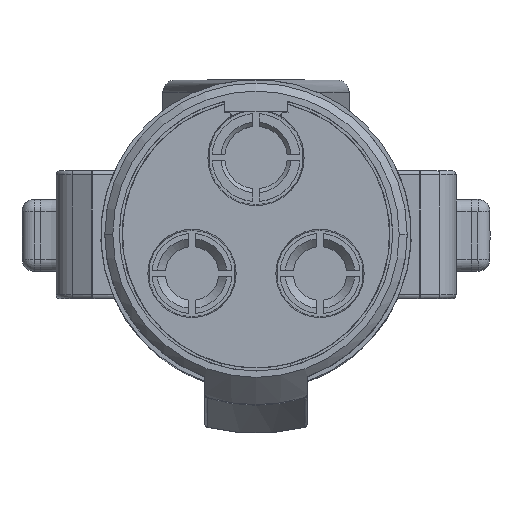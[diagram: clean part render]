
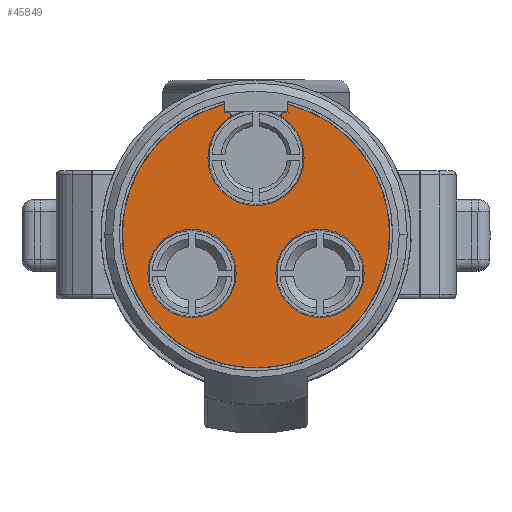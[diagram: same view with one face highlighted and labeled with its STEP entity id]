
A CAD part, top view. The second image highlights one B-rep face of the part: STEP entity #45849.
In plain terms, the highlighted planar face has unit normal (0, 0, 1).
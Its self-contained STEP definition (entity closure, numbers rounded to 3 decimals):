
#20503=CARTESIAN_POINT('',(0.,0.,0.));
#20504=DIRECTION('',(0.,0.,1.));
#20505=DIRECTION('',(-0.24,0.971,0.));
#20506=AXIS2_PLACEMENT_3D('',#20503,#20504,#20505);
#20518=CARTESIAN_POINT('',(0.,0.,0.));
#20519=DIRECTION('',(0.,0.,1.));
#20520=DIRECTION('',(0.266,-0.964,0.));
#20521=AXIS2_PLACEMENT_3D('',#20518,#20519,#20520);
#20662=CARTESIAN_POINT('',(3.269,14.648,
0.));
#20663=CARTESIAN_POINT('',(3.249,14.661,
0.));
#20664=CARTESIAN_POINT('',(3.213,14.691,
0.));
#20665=CARTESIAN_POINT('',(3.171,14.747,
0.));
#20666=CARTESIAN_POINT('',(3.142,14.812,
0.));
#20667=CARTESIAN_POINT('',(3.13,14.881,
0.));
#20668=CARTESIAN_POINT('',(3.134,14.951,
0.));
#20669=CARTESIAN_POINT('',(3.154,15.019,
0.));
#20670=CARTESIAN_POINT('',(3.189,15.08,
0.));
#20671=CARTESIAN_POINT('',(3.237,15.131,
0.));
#20672=CARTESIAN_POINT('',(3.296,15.17,
0.));
#20673=CARTESIAN_POINT('',(3.362,15.195,
0.));
#20674=CARTESIAN_POINT('',(3.408,15.2,
0.));
#20675=CARTESIAN_POINT('',(3.432,15.2,
0.));
#20677=CARTESIAN_POINT('',(0.,0.,0.));
#20678=DIRECTION('',(0.,0.,-1.));
#20679=DIRECTION('',(0.266,-0.964,0.));
#20680=AXIS2_PLACEMENT_3D('',#20677,#20678,#20679);
#20682=CARTESIAN_POINT('',(-3.432,15.2,
0.));
#20683=CARTESIAN_POINT('',(-3.408,15.2,
0.));
#20684=CARTESIAN_POINT('',(-3.362,15.195,
0.));
#20685=CARTESIAN_POINT('',(-3.296,15.17,
0.));
#20686=CARTESIAN_POINT('',(-3.237,15.131,
0.));
#20687=CARTESIAN_POINT('',(-3.189,15.08,
0.));
#20688=CARTESIAN_POINT('',(-3.154,15.019,
0.));
#20689=CARTESIAN_POINT('',(-3.134,14.951,
0.));
#20690=CARTESIAN_POINT('',(-3.13,14.881,
0.));
#20691=CARTESIAN_POINT('',(-3.142,14.812,
0.));
#20692=CARTESIAN_POINT('',(-3.171,14.747,
0.));
#20693=CARTESIAN_POINT('',(-3.213,14.691,
0.));
#20694=CARTESIAN_POINT('',(-3.249,14.661,
0.));
#20695=CARTESIAN_POINT('',(-3.269,14.648,
0.));
#20697=CARTESIAN_POINT('',(0.,9.6,0.));
#20698=DIRECTION('',(0.,0.,1.));
#20699=DIRECTION('',(-0.544,0.839,0.));
#20700=AXIS2_PLACEMENT_3D('',#20697,#20698,#20699);
#20702=CARTESIAN_POINT('',(0.,9.6,0.));
#20703=DIRECTION('',(0.,0.,1.));
#20704=DIRECTION('',(0.,-1.,0.));
#20705=AXIS2_PLACEMENT_3D('',#20702,#20703,#20704);
#20707=CARTESIAN_POINT('',(8.,-4.9,0.));
#20708=DIRECTION('',(0.,0.,1.));
#20709=DIRECTION('',(0.,1.,0.));
#20710=AXIS2_PLACEMENT_3D('',#20707,#20708,#20709);
#20712=CARTESIAN_POINT('',(8.,-4.9,0.));
#20713=DIRECTION('',(0.,0.,1.));
#20714=DIRECTION('',(0.,-1.,0.));
#20715=AXIS2_PLACEMENT_3D('',#20712,#20713,#20714);
#20717=CARTESIAN_POINT('',(-8.,-4.9,0.));
#20718=DIRECTION('',(0.,0.,1.));
#20719=DIRECTION('',(0.,1.,0.));
#20720=AXIS2_PLACEMENT_3D('',#20717,#20718,#20719);
#20722=CARTESIAN_POINT('',(-8.,-4.9,0.));
#20723=DIRECTION('',(0.,0.,1.));
#20724=DIRECTION('',(0.,-1.,0.));
#20725=AXIS2_PLACEMENT_3D('',#20722,#20723,#20724);
#20735=DIRECTION('',(-1.,0.,0.));
#20736=VECTOR('',#20735,0.568);
#20737=CARTESIAN_POINT('',(4.,15.2,0.));
#20738=LINE('',#20737,#20736);
#20739=DIRECTION('',(0.,-1.,0.));
#20740=VECTOR('',#20739,1.01);
#20741=CARTESIAN_POINT('',(4.,16.21,0.));
#20742=LINE('',#20741,#20740);
#20747=DIRECTION('',(0.,1.,0.));
#20748=VECTOR('',#20747,1.01);
#20749=CARTESIAN_POINT('',(-4.,15.2,0.));
#20750=LINE('',#20749,#20748);
#20759=DIRECTION('',(-1.,0.,
0.));
#20760=VECTOR('',#20759,0.568);
#20761=CARTESIAN_POINT('',(-3.432,15.2,
0.));
#20762=LINE('',#20761,#20760);
#23456=VERTEX_POINT('',#20662);
#23457=VERTEX_POINT('',#20675);
#23458=CARTESIAN_POINT('',(4.,15.2,0.));
#23459=VERTEX_POINT('',#23458);
#23460=CARTESIAN_POINT('',(4.,16.21,0.));
#23461=VERTEX_POINT('',#23460);
#23462=CARTESIAN_POINT('',(4.446,-16.093,0.));
#23463=CARTESIAN_POINT('',(-4.446,-16.093,0.));
#23464=VERTEX_POINT('',#23462);
#23465=VERTEX_POINT('',#23463);
#23466=CARTESIAN_POINT('',(-4.,15.2,0.));
#23467=CARTESIAN_POINT('',(-4.,16.21,0.));
#23468=VERTEX_POINT('',#23466);
#23469=VERTEX_POINT('',#23467);
#23470=CARTESIAN_POINT('',(-3.432,15.2,
0.));
#23471=VERTEX_POINT('',#23470);
#23472=VERTEX_POINT('',#20695);
#23473=CARTESIAN_POINT('',(0.,3.586,0.));
#23474=VERTEX_POINT('',#23473);
#23475=CARTESIAN_POINT('',(8.,0.614,0.));
#23476=CARTESIAN_POINT('',(8.,-10.414,0.));
#23477=VERTEX_POINT('',#23475);
#23478=VERTEX_POINT('',#23476);
#23479=CARTESIAN_POINT('',(-8.,0.614,0.));
#23480=CARTESIAN_POINT('',(-8.,-10.414,0.));
#23481=VERTEX_POINT('',#23479);
#23482=VERTEX_POINT('',#23480);
#45814=CARTESIAN_POINT('',(0.,0.,0.));
#45815=DIRECTION('',(0.,0.,-1.));
#45816=DIRECTION('',(1.,0.,0.));
#45817=AXIS2_PLACEMENT_3D('',#45814,#45815,#45816);
#45818=PLANE('',#45817);
#45819=ORIENTED_EDGE('',*,*,#45805,.T.);
#45821=ORIENTED_EDGE('',*,*,#45820,.F.);
#45823=ORIENTED_EDGE('',*,*,#45822,.F.);
#45824=ORIENTED_EDGE('',*,*,#45641,.F.);
#45825=ORIENTED_EDGE('',*,*,#45586,.T.);
#45826=ORIENTED_EDGE('',*,*,#45635,.F.);
#45828=ORIENTED_EDGE('',*,*,#45827,.F.);
#45830=ORIENTED_EDGE('',*,*,#45829,.F.);
#45832=ORIENTED_EDGE('',*,*,#45831,.T.);
#45833=ORIENTED_EDGE('',*,*,#45762,.T.);
#45834=ORIENTED_EDGE('',*,*,#45791,.T.);
#45835=EDGE_LOOP('',(#45819,#45821,#45823,#45824,#45825,#45826,#45828,#45830,
#45832,#45833,#45834));
#45836=FACE_OUTER_BOUND('',#45835,.F.);
#45838=ORIENTED_EDGE('',*,*,#45837,.T.);
#45840=ORIENTED_EDGE('',*,*,#45839,.T.);
#45841=EDGE_LOOP('',(#45838,#45840));
#45842=FACE_BOUND('',#45841,.F.);
#45844=ORIENTED_EDGE('',*,*,#45843,.T.);
#45846=ORIENTED_EDGE('',*,*,#45845,.T.);
#45847=EDGE_LOOP('',(#45844,#45846));
#45848=FACE_BOUND('',#45847,.F.);
#45849=ADVANCED_FACE('',(#45836,#45842,#45848),#45818,.F.);
#20507=CIRCLE('',#20506,16.696);
#20522=CIRCLE('',#20521,16.696);
#20676=B_SPLINE_CURVE_WITH_KNOTS('',3,(#20662,#20663,#20664,#20665,#20666,
#20667,#20668,#20669,#20670,#20671,#20672,#20673,#20674,#20675),.UNSPECIFIED.,
.F.,.F.,(4,1,1,1,1,1,1,1,1,1,1,4),(0.,0.091,0.182,
0.273,0.364,0.455,0.545,
0.636,0.727,0.818,0.909,1.),
.UNSPECIFIED.);
#20681=CIRCLE('',#20680,16.696);
#20696=B_SPLINE_CURVE_WITH_KNOTS('',3,(#20682,#20683,#20684,#20685,#20686,
#20687,#20688,#20689,#20690,#20691,#20692,#20693,#20694,#20695),.UNSPECIFIED.,
.F.,.F.,(4,1,1,1,1,1,1,1,1,1,1,4),(0.,0.091,0.182,
0.273,0.364,0.455,0.545,
0.636,0.727,0.818,0.909,1.),
.UNSPECIFIED.);
#20701=CIRCLE('',#20700,6.014);
#20706=CIRCLE('',#20705,6.014);
#20711=CIRCLE('',#20710,5.514);
#20716=CIRCLE('',#20715,5.514);
#20721=CIRCLE('',#20720,5.514);
#20726=CIRCLE('',#20725,5.514);
#45586=EDGE_CURVE('',#23464,#23465,#20681,.T.);
#45635=EDGE_CURVE('',#23469,#23465,#20507,.T.);
#45641=EDGE_CURVE('',#23464,#23461,#20522,.T.);
#45762=EDGE_CURVE('',#23472,#23474,#20701,.T.);
#45791=EDGE_CURVE('',#23474,#23456,#20706,.T.);
#45805=EDGE_CURVE('',#23456,#23457,#20676,.T.);
#45820=EDGE_CURVE('',#23459,#23457,#20738,.T.);
#45822=EDGE_CURVE('',#23461,#23459,#20742,.T.);
#45827=EDGE_CURVE('',#23468,#23469,#20750,.T.);
#45829=EDGE_CURVE('',#23471,#23468,#20762,.T.);
#45831=EDGE_CURVE('',#23471,#23472,#20696,.T.);
#45837=EDGE_CURVE('',#23477,#23478,#20711,.T.);
#45839=EDGE_CURVE('',#23478,#23477,#20716,.T.);
#45843=EDGE_CURVE('',#23481,#23482,#20721,.T.);
#45845=EDGE_CURVE('',#23482,#23481,#20726,.T.);
